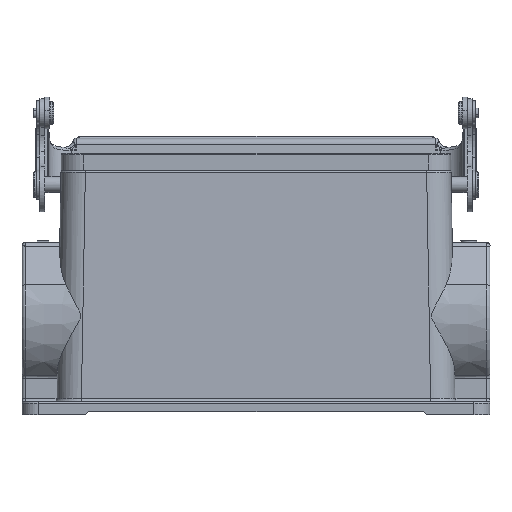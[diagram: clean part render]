
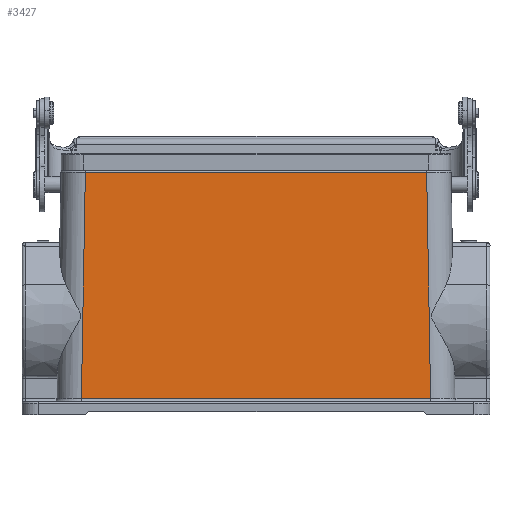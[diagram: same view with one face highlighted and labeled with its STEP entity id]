
A CAD part, top view. The second image highlights one B-rep face of the part: STEP entity #3427.
In plain terms, the highlighted planar face has unit normal (0, 0.018, 1).
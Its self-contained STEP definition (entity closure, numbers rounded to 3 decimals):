
#964=FACE_OUTER_BOUND('',#5438,.T.);
#3427=ADVANCED_FACE('',(#964),#4503,.T.);
#4503=PLANE('',#22403);
#5438=EDGE_LOOP('',(#10795,#10796,#10797,#10798));
#6893=LINE('',#33492,#8209);
#6894=LINE('',#33494,#8210);
#6895=LINE('',#33496,#8211);
#6896=LINE('',#33498,#8212);
#8209=VECTOR('',#25153,1.);
#8210=VECTOR('',#25156,1.);
#8211=VECTOR('',#25157,1.);
#8212=VECTOR('',#25158,1.);
#10795=ORIENTED_EDGE('',*,*,#18957,.T.);
#10796=ORIENTED_EDGE('',*,*,#18956,.F.);
#10797=ORIENTED_EDGE('',*,*,#18958,.T.);
#10798=ORIENTED_EDGE('',*,*,#18959,.F.);
#16565=VERTEX_POINT('',#33401);
#16570=VERTEX_POINT('',#33491);
#16571=VERTEX_POINT('',#33495);
#16572=VERTEX_POINT('',#33497);
#18956=EDGE_CURVE('',#16570,#16565,#6893,.T.);
#18957=EDGE_CURVE('',#16571,#16565,#6894,.T.);
#18958=EDGE_CURVE('',#16570,#16572,#6895,.T.);
#18959=EDGE_CURVE('',#16571,#16572,#6896,.T.);
#22403=AXIS2_PLACEMENT_3D('',#33499,#25159,#25160);
#25153=DIRECTION('',(0.017,1.,-0.017));
#25156=DIRECTION('',(-1.,0.,0.));
#25157=DIRECTION('',(1.,0.,0.));
#25158=DIRECTION('',(0.017,-1.,0.017));
#25159=DIRECTION('',(0.,0.017,1.));
#25160=DIRECTION('',(0.,-1.,0.017));
#33401=CARTESIAN_POINT('',(20.49,74.509,-6.491));
#33491=CARTESIAN_POINT('',(19.277,4.983,-5.278));
#33492=CARTESIAN_POINT('',(19.277,4.983,-5.278));
#33494=CARTESIAN_POINT('',(125.51,74.509,-6.491));
#33495=CARTESIAN_POINT('',(125.51,74.509,-6.491));
#33496=CARTESIAN_POINT('',(19.277,4.983,-5.278));
#33497=CARTESIAN_POINT('',(126.723,4.983,-5.278));
#33498=CARTESIAN_POINT('',(125.51,74.509,-6.491));
#33499=CARTESIAN_POINT('',(73.,39.746,-5.885));
